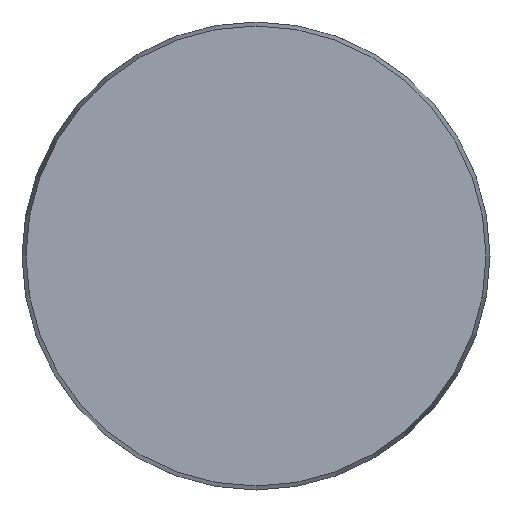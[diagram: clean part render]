
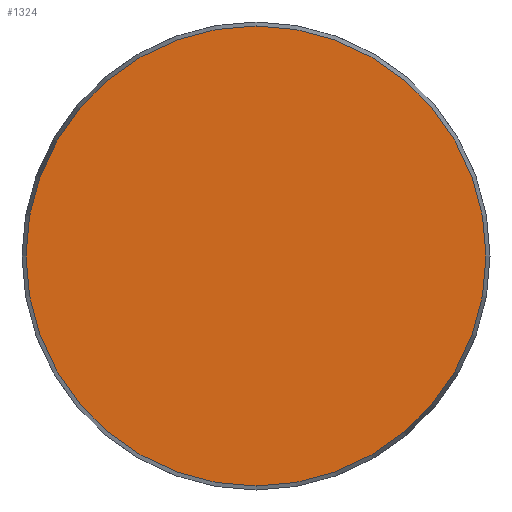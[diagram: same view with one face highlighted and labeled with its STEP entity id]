
A CAD part, front view. The second image highlights one B-rep face of the part: STEP entity #1324.
In plain terms, the highlighted planar face has unit normal (0, -1, 0).
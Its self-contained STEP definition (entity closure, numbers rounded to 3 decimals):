
#46 = FACE_OUTER_BOUND ( 'NONE', #387, .T. ) ;
#137 = CIRCLE ( 'NONE', #1311, 49.143 ) ;
#153 = DIRECTION ( 'NONE',  ( 0., 1., 0. ) ) ;
#187 = AXIS2_PLACEMENT_3D ( 'NONE', #683, #813, #577 ) ;
#274 = ORIENTED_EDGE ( 'NONE', *, *, #1268, .T. ) ;
#282 = EDGE_CURVE ( 'NONE', #1042, #1280, #768, .T. ) ;
#387 = EDGE_LOOP ( 'NONE', ( #274, #923 ) ) ;
#577 = DIRECTION ( 'NONE',  ( 0., 0., -1. ) ) ;
#596 = CARTESIAN_POINT ( 'NONE',  ( 0., 0., -49.143 ) ) ;
#664 = DIRECTION ( 'NONE',  ( 0., 0., 1. ) ) ;
#683 = CARTESIAN_POINT ( 'NONE',  ( 0., 0., 0. ) ) ;
#768 = CIRCLE ( 'NONE', #187, 49.143 ) ;
#787 = CARTESIAN_POINT ( 'NONE',  ( 0., 0., 49.143 ) ) ;
#813 = DIRECTION ( 'NONE',  ( 0., -1., 0. ) ) ;
#882 = CARTESIAN_POINT ( 'NONE',  ( 0., 0., 0. ) ) ;
#923 = ORIENTED_EDGE ( 'NONE', *, *, #282, .T. ) ;
#968 = DIRECTION ( 'NONE',  ( 0., 0., -1. ) ) ;
#981 = DIRECTION ( 'NONE',  ( 0., -1., 0. ) ) ;
#994 = CARTESIAN_POINT ( 'NONE',  ( -49.143, 0., 0. ) ) ;
#1016 = AXIS2_PLACEMENT_3D ( 'NONE', #994, #153, #664 ) ;
#1042 = VERTEX_POINT ( 'NONE', #596 ) ;
#1268 = EDGE_CURVE ( 'NONE', #1280, #1042, #137, .T. ) ;
#1272 = PLANE ( 'NONE',  #1016 ) ;
#1280 = VERTEX_POINT ( 'NONE', #787 ) ;
#1311 = AXIS2_PLACEMENT_3D ( 'NONE', #882, #981, #968 ) ;
#1324 = ADVANCED_FACE ( 'NONE', ( #46 ), #1272, .F. ) ;
